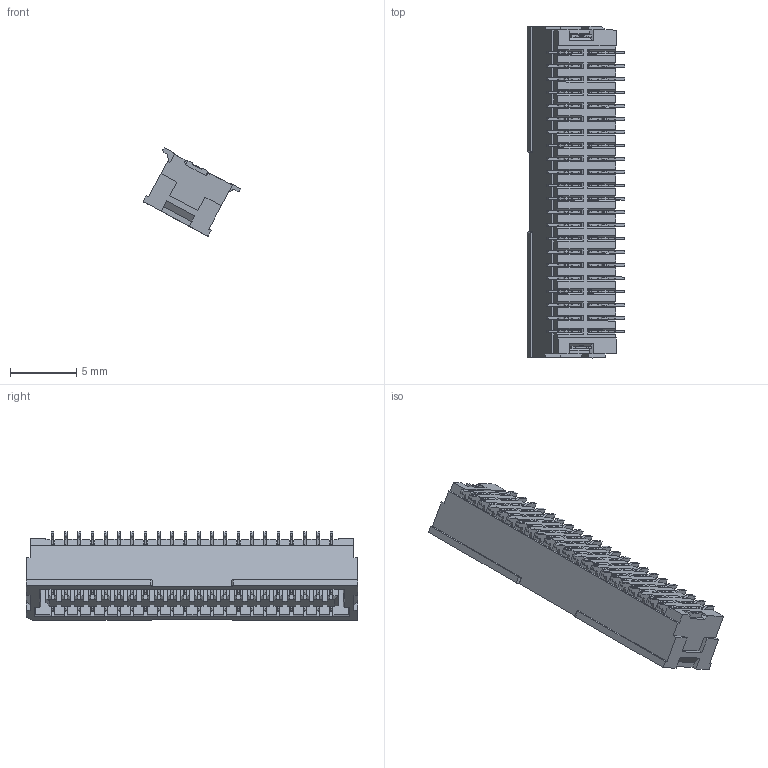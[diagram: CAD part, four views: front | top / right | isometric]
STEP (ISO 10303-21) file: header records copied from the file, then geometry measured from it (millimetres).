
FILE_DESCRIPTION (( 'STEP AP203' ), '1' );
FILE_NAME ('FWF10014-D44S83NAM.STEP', '2025-11-21T06:03:56', ( '' ), ( '' ), 'SwSTEP 2.0', 'SolidWorks 2021', '' );
FILE_SCHEMA (( 'CONFIG_CONTROL_DESIGN' ));
Length unit declared in the file: millimetre
Products named in the file (1): FWF10014-D44S83NAM
Bounding box: 7.38 x 25 x 6.68 mm (x, y, z)
Volume: 355 mm3; surface area: 1781.9 mm2
Topology: 25 solids, 25 shells, 3966 faces, 12269 edges, 8113 vertices
Faces by surface type: plane 2406, cylinder 1518, bspline 42
Entity records: 137718 total; most frequent: CARTESIAN_POINT 27913, ORIENTED_EDGE 24538, DIRECTION 21485, EDGE_CURVE 12269, LINE 8963, VECTOR 8963, VERTEX_POINT 8113, AXIS2_PLACEMENT_3D 6261
